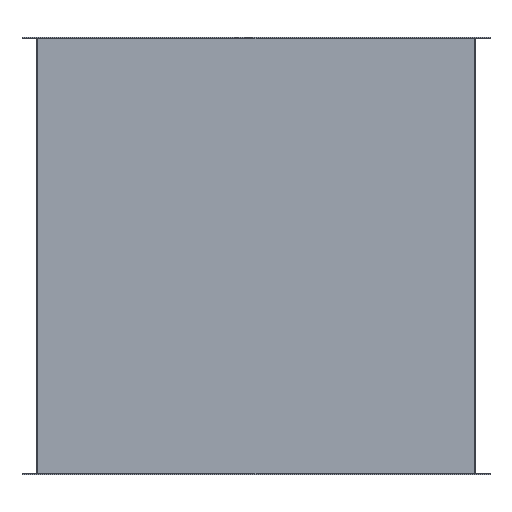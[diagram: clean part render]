
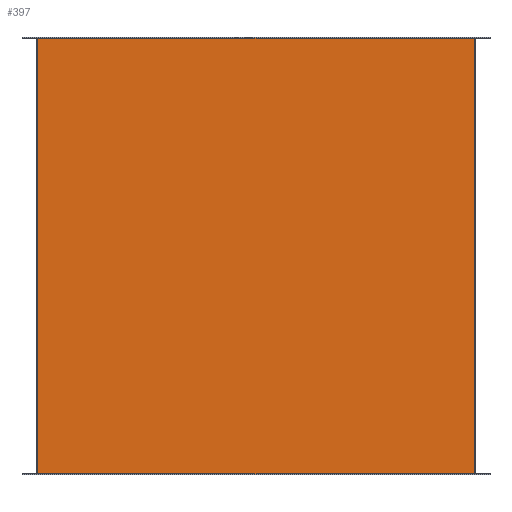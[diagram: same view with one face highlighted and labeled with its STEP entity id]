
A CAD part, front view. The second image highlights one B-rep face of the part: STEP entity #397.
In plain terms, the highlighted planar face has unit normal (0, -1, 0).
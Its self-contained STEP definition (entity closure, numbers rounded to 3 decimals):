
#335 = VERTEX_POINT ( 'NONE', #1195 ) ;
#339 = VERTEX_POINT ( 'NONE', #1250 ) ;
#345 = VERTEX_POINT ( 'NONE', #1240 ) ;
#347 = EDGE_CURVE ( 'NONE', #345, #339, #1239, .T. ) ;
#392 = EDGE_CURVE ( 'NONE', #393, #335, #1343, .T. ) ;
#393 = VERTEX_POINT ( 'NONE', #1339 ) ;
#397 = ADVANCED_FACE ( 'NONE', ( #1334 ), #1333, .F. ) ;
#398 = EDGE_LOOP ( 'NONE', ( #399, #401, #402, #404 ) ) ;
#399 = ORIENTED_EDGE ( 'NONE', *, *, #400, .F. ) ;
#400 = EDGE_CURVE ( 'NONE', #339, #335, #1328, .T. ) ;
#401 = ORIENTED_EDGE ( 'NONE', *, *, #347, .F. ) ;
#402 = ORIENTED_EDGE ( 'NONE', *, *, #403, .F. ) ;
#403 = EDGE_CURVE ( 'NONE', #393, #345, #1324, .T. ) ;
#404 = ORIENTED_EDGE ( 'NONE', *, *, #392, .T. ) ;
#1195 = CARTESIAN_POINT ( 'NONE',  ( -301., -151., -299. ) ) ;
#1236 = DIRECTION ( 'NONE',  ( 0., 0., -1. ) ) ;
#1237 = VECTOR ( 'NONE', #1236, 1000. ) ;
#1238 = CARTESIAN_POINT ( 'NONE',  ( 301., -151., 300. ) ) ;
#1239 = LINE ( 'NONE', #1238, #1237 ) ;
#1240 = CARTESIAN_POINT ( 'NONE',  ( 301., -151., 299. ) ) ;
#1250 = CARTESIAN_POINT ( 'NONE',  ( 301., -151., -299. ) ) ;
#1321 = DIRECTION ( 'NONE',  ( 1., 0., 0. ) ) ;
#1322 = VECTOR ( 'NONE', #1321, 1000. ) ;
#1323 = CARTESIAN_POINT ( 'NONE',  ( 300., -151., 299. ) ) ;
#1324 = LINE ( 'NONE', #1323, #1322 ) ;
#1325 = DIRECTION ( 'NONE',  ( -1., 0., 0. ) ) ;
#1326 = VECTOR ( 'NONE', #1325, 1000. ) ;
#1327 = CARTESIAN_POINT ( 'NONE',  ( 300., -151., -299. ) ) ;
#1328 = LINE ( 'NONE', #1327, #1326 ) ;
#1329 = DIRECTION ( 'NONE',  ( -1., 0., 0. ) ) ;
#1330 = DIRECTION ( 'NONE',  ( 0., 1., 0. ) ) ;
#1331 = AXIS2_PLACEMENT_3D ( 'NONE', #1332, #1330, #1329 ) ;
#1332 = CARTESIAN_POINT ( 'NONE',  ( 300., -151., 300. ) ) ;
#1333 = PLANE ( 'NONE',  #1331 ) ;
#1334 = FACE_OUTER_BOUND ( 'NONE', #398, .T. ) ;
#1339 = CARTESIAN_POINT ( 'NONE',  ( -301., -151., 299. ) ) ;
#1340 = DIRECTION ( 'NONE',  ( 0., 0., -1. ) ) ;
#1341 = VECTOR ( 'NONE', #1340, 1000. ) ;
#1342 = CARTESIAN_POINT ( 'NONE',  ( -301., -151., 300. ) ) ;
#1343 = LINE ( 'NONE', #1342, #1341 ) ;
